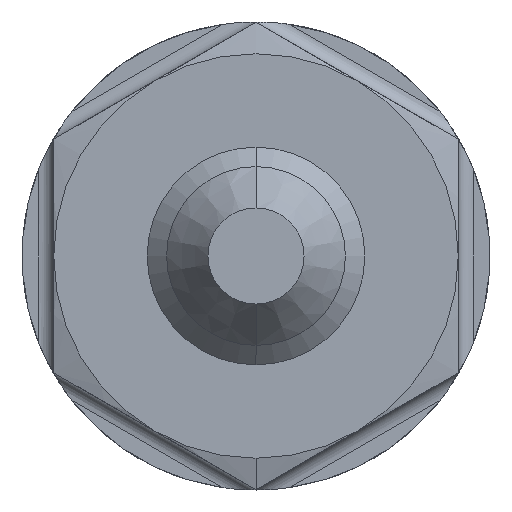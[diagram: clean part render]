
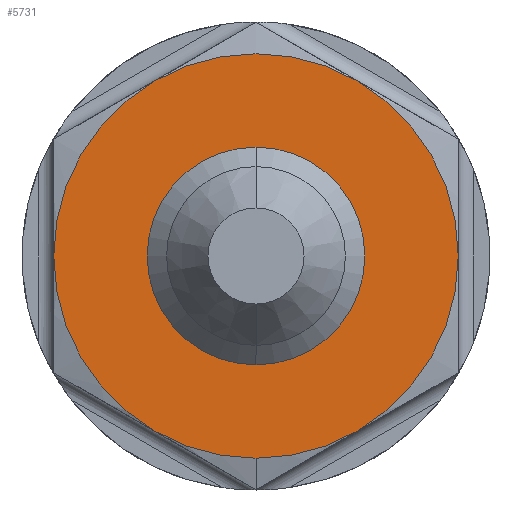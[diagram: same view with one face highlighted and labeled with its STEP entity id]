
A CAD part, front view. The second image highlights one B-rep face of the part: STEP entity #5731.
In plain terms, the highlighted face is planar.
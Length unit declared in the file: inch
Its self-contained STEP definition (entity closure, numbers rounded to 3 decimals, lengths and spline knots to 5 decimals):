
#102 = EDGE_CURVE ( 'NONE', #2361, #5163, #6038, .T. ) ;
#191 = VERTEX_POINT ( 'NONE', #6064 ) ;
#258 = DIRECTION ( 'NONE',  ( 0., -1., 0. ) ) ;
#494 = ORIENTED_EDGE ( 'NONE', *, *, #8929, .F. ) ;
#762 = CARTESIAN_POINT ( 'NONE',  ( -0.40625, 0.725, 0. ) ) ;
#1131 = AXIS2_PLACEMENT_3D ( 'NONE', #7851, #8756, #10392 ) ;
#1243 = EDGE_CURVE ( 'NONE', #10220, #5311, #3463, .T. ) ;
#1511 = CARTESIAN_POINT ( 'NONE',  ( 0., 0.725, 0. ) ) ;
#1667 = DIRECTION ( 'NONE',  ( 0., 0., 1. ) ) ;
#1995 = AXIS2_PLACEMENT_3D ( 'NONE', #3505, #7709, #1667 ) ;
#2089 = ORIENTED_EDGE ( 'NONE', *, *, #6070, .T. ) ;
#2315 = EDGE_CURVE ( 'NONE', #7266, #5461, #10022, .T. ) ;
#2361 = VERTEX_POINT ( 'NONE', #6897 ) ;
#2394 = EDGE_CURVE ( 'NONE', #5163, #10220, #10804, .T. ) ;
#2425 = AXIS2_PLACEMENT_3D ( 'NONE', #7081, #9663, #8001 ) ;
#2701 = DIRECTION ( 'NONE',  ( 0., 1., 0. ) ) ;
#2737 = CIRCLE ( 'NONE', #1131, 0.212 ) ;
#2772 = DIRECTION ( 'NONE',  ( 0., 0., 1. ) ) ;
#2783 = DIRECTION ( 'NONE',  ( 0., 1., 0. ) ) ;
#2869 = FACE_BOUND ( 'NONE', #2917, .T. ) ;
#2917 = EDGE_LOOP ( 'NONE', ( #494, #9963 ) ) ;
#2941 = CARTESIAN_POINT ( 'NONE',  ( 0.40625, 0.725, 0. ) ) ;
#3127 = ORIENTED_EDGE ( 'NONE', *, *, #5623, .T. ) ;
#3131 = CIRCLE ( 'NONE', #6162, 0.40625 ) ;
#3132 = DIRECTION ( 'NONE',  ( 0., 0., 1. ) ) ;
#3346 = CARTESIAN_POINT ( 'NONE',  ( 0., 0.725, 0. ) ) ;
#3463 = CIRCLE ( 'NONE', #5427, 0.40625 ) ;
#3505 = CARTESIAN_POINT ( 'NONE',  ( 0., 0.725, 0. ) ) ;
#3636 = CIRCLE ( 'NONE', #10691, 0.212 ) ;
#3681 = CIRCLE ( 'NONE', #6516, 0.40625 ) ;
#3741 = CARTESIAN_POINT ( 'NONE',  ( -0.20313, 0.725, -0.35182 ) ) ;
#3760 = PLANE ( 'NONE',  #10886 ) ;
#3952 = DIRECTION ( 'NONE',  ( 0., 1., 0. ) ) ;
#4050 = DIRECTION ( 'NONE',  ( 0., 1., 0. ) ) ;
#4128 = AXIS2_PLACEMENT_3D ( 'NONE', #4841, #3952, #3132 ) ;
#4130 = ORIENTED_EDGE ( 'NONE', *, *, #2394, .T. ) ;
#4226 = DIRECTION ( 'NONE',  ( 0., 1., 0. ) ) ;
#4741 = CIRCLE ( 'NONE', #2425, 0.40625 ) ;
#4786 = ORIENTED_EDGE ( 'NONE', *, *, #102, .T. ) ;
#4841 = CARTESIAN_POINT ( 'NONE',  ( 0., 0.725, 0. ) ) ;
#4980 = DIRECTION ( 'NONE',  ( 0., 0., 1. ) ) ;
#5060 = DIRECTION ( 'NONE',  ( 0., 1., 0. ) ) ;
#5163 = VERTEX_POINT ( 'NONE', #3741 ) ;
#5311 = VERTEX_POINT ( 'NONE', #9441 ) ;
#5361 = CARTESIAN_POINT ( 'NONE',  ( 0., 0.725, 0. ) ) ;
#5427 = AXIS2_PLACEMENT_3D ( 'NONE', #7840, #2701, #2772 ) ;
#5461 = VERTEX_POINT ( 'NONE', #6474 ) ;
#5623 = EDGE_CURVE ( 'NONE', #5311, #7266, #3131, .T. ) ;
#5667 = EDGE_CURVE ( 'NONE', #6482, #8319, #2737, .T. ) ;
#5731 = ADVANCED_FACE ( 'NONE', ( #2869, #9449 ), #3760, .F. ) ;
#5748 = DIRECTION ( 'NONE',  ( 0., 0., 1. ) ) ;
#6038 = CIRCLE ( 'NONE', #4128, 0.40625 ) ;
#6064 = CARTESIAN_POINT ( 'NONE',  ( 0.20313, 0.725, -0.35182 ) ) ;
#6070 = EDGE_CURVE ( 'NONE', #191, #2361, #3681, .T. ) ;
#6098 = CARTESIAN_POINT ( 'NONE',  ( 0., 0.725, 0.212 ) ) ;
#6162 = AXIS2_PLACEMENT_3D ( 'NONE', #1511, #4050, #5748 ) ;
#6474 = CARTESIAN_POINT ( 'NONE',  ( 0.40625, 0.725, 0. ) ) ;
#6482 = VERTEX_POINT ( 'NONE', #10079 ) ;
#6516 = AXIS2_PLACEMENT_3D ( 'NONE', #3346, #4226, #6849 ) ;
#6849 = DIRECTION ( 'NONE',  ( 0., 0., 1. ) ) ;
#6897 = CARTESIAN_POINT ( 'NONE',  ( 0., 0.725, -0.40625 ) ) ;
#6948 = EDGE_CURVE ( 'NONE', #5461, #191, #4741, .T. ) ;
#7081 = CARTESIAN_POINT ( 'NONE',  ( 0., 0.725, 0. ) ) ;
#7266 = VERTEX_POINT ( 'NONE', #8455 ) ;
#7675 = ORIENTED_EDGE ( 'NONE', *, *, #1243, .T. ) ;
#7709 = DIRECTION ( 'NONE',  ( 0., 1., 0. ) ) ;
#7840 = CARTESIAN_POINT ( 'NONE',  ( 0., 0.725, 0. ) ) ;
#7851 = CARTESIAN_POINT ( 'NONE',  ( 0., 0.725, 0. ) ) ;
#8001 = DIRECTION ( 'NONE',  ( 0., 0., 1. ) ) ;
#8319 = VERTEX_POINT ( 'NONE', #6098 ) ;
#8455 = CARTESIAN_POINT ( 'NONE',  ( 0.20312, 0.725, 0.35182 ) ) ;
#8756 = DIRECTION ( 'NONE',  ( 0., 1., 0. ) ) ;
#8763 = ORIENTED_EDGE ( 'NONE', *, *, #2315, .T. ) ;
#8816 = ORIENTED_EDGE ( 'NONE', *, *, #6948, .T. ) ;
#8834 = DIRECTION ( 'NONE',  ( 0., 0., 1. ) ) ;
#8929 = EDGE_CURVE ( 'NONE', #8319, #6482, #3636, .T. ) ;
#9441 = CARTESIAN_POINT ( 'NONE',  ( -0.20313, 0.725, 0.35182 ) ) ;
#9449 = FACE_OUTER_BOUND ( 'NONE', #10816, .T. ) ;
#9663 = DIRECTION ( 'NONE',  ( 0., 1., 0. ) ) ;
#9963 = ORIENTED_EDGE ( 'NONE', *, *, #5667, .F. ) ;
#10022 = CIRCLE ( 'NONE', #1995, 0.40625 ) ;
#10079 = CARTESIAN_POINT ( 'NONE',  ( 0., 0.725, -0.212 ) ) ;
#10220 = VERTEX_POINT ( 'NONE', #762 ) ;
#10221 = CARTESIAN_POINT ( 'NONE',  ( 0., 0.725, 0. ) ) ;
#10392 = DIRECTION ( 'NONE',  ( 0., 0., 1. ) ) ;
#10606 = DIRECTION ( 'NONE',  ( 0., 0., -1. ) ) ;
#10691 = AXIS2_PLACEMENT_3D ( 'NONE', #10221, #5060, #4980 ) ;
#10804 = CIRCLE ( 'NONE', #11026, 0.40625 ) ;
#10816 = EDGE_LOOP ( 'NONE', ( #8763, #8816, #2089, #4786, #4130, #7675, #3127 ) ) ;
#10886 = AXIS2_PLACEMENT_3D ( 'NONE', #2941, #258, #10606 ) ;
#11026 = AXIS2_PLACEMENT_3D ( 'NONE', #5361, #2783, #8834 ) ;
